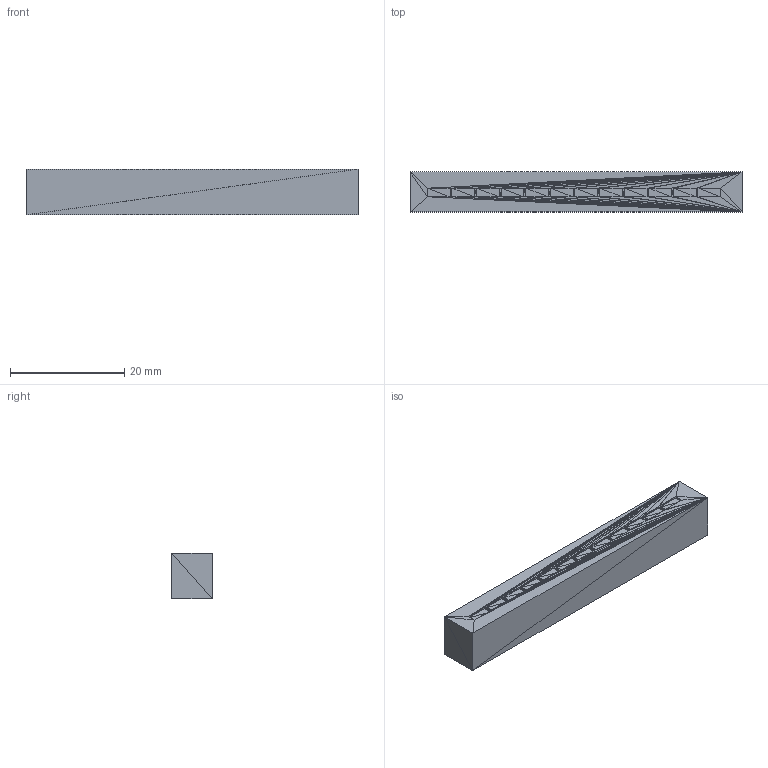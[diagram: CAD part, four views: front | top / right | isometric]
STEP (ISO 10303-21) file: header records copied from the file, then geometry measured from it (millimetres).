
FILE_DESCRIPTION((''),'2;1');
FILE_NAME('Untitled-3', '2025-06-28T08:43:39', (''), (''), 'ImageToStl.com STEP Converter','', '');
FILE_SCHEMA(('AUTOMOTIVE_DESIGN_CC2'));
Length unit declared in the file: metre
Products named in the file (1): product0
Bounding box: 58 x 7 x 8 mm (x, y, z)
Surface area: 1891.6 mm2 (no closed solid volume)
Topology: 0 solids, 204 shells, 204 faces, 612 edges, 104 vertices
Faces by surface type: plane 204
Entity records: 4724 total; most frequent: DIRECTION 1022, ORIENTED_EDGE 612, EDGE_CURVE 612, LINE 612, VECTOR 612, AXIS2_PLACEMENT_3D 205, FACE_SURFACE 204, PLANE 204
